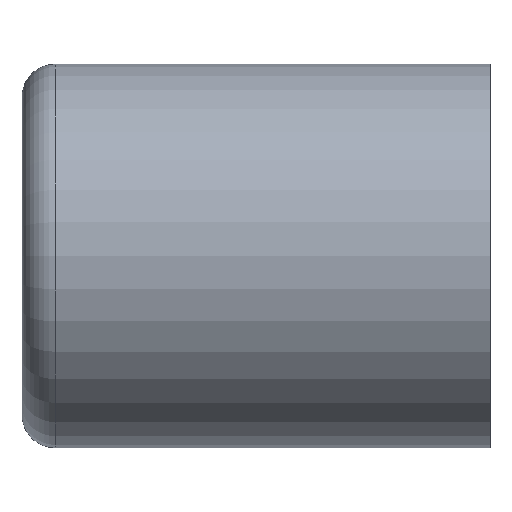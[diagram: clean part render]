
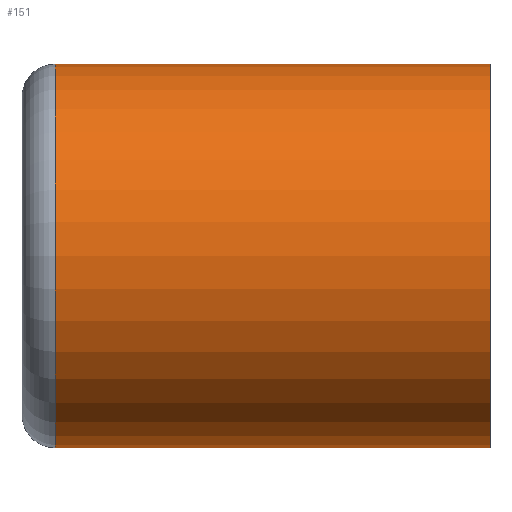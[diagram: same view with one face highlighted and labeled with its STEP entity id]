
A CAD part, top view. The second image highlights one B-rep face of the part: STEP entity #151.
In plain terms, the highlighted cylindrical face has radius 8.65 mm (diameter 17.3 mm), a partial arc.
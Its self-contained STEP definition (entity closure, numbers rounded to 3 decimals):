
#21=CARTESIAN_POINT('',(1.5,0.,0.));
#22=DIRECTION('',(-1.,0.,0.));
#23=DIRECTION('',(0.,-1.,0.));
#24=AXIS2_PLACEMENT_3D('',#21,#22,#23);
#26=DIRECTION('',(1.,0.,0.));
#27=VECTOR('',#26,19.6);
#28=CARTESIAN_POINT('',(1.5,8.65,0.));
#29=LINE('',#28,#27);
#35=DIRECTION('',(1.,0.,0.));
#36=VECTOR('',#35,19.6);
#37=CARTESIAN_POINT('',(1.5,-8.65,0.));
#38=LINE('',#37,#36);
#44=CARTESIAN_POINT('',(21.1,0.,0.));
#45=DIRECTION('',(1.,0.,0.));
#46=DIRECTION('',(0.,1.,0.));
#47=AXIS2_PLACEMENT_3D('',#44,#45,#46);
#77=CARTESIAN_POINT('',(21.1,-8.65,0.));
#78=CARTESIAN_POINT('',(21.1,8.65,0.));
#79=VERTEX_POINT('',#77);
#80=VERTEX_POINT('',#78);
#85=CARTESIAN_POINT('',(1.5,8.65,0.));
#86=CARTESIAN_POINT('',(1.5,-8.65,0.));
#87=VERTEX_POINT('',#85);
#88=VERTEX_POINT('',#86);
#137=CARTESIAN_POINT('',(0.,0.,0.));
#138=DIRECTION('',(1.,0.,0.));
#139=DIRECTION('',(0.,-1.,0.));
#140=AXIS2_PLACEMENT_3D('',#137,#138,#139);
#141=CYLINDRICAL_SURFACE('',#140,8.65);
#142=ORIENTED_EDGE('',*,*,#131,.T.);
#144=ORIENTED_EDGE('',*,*,#143,.T.);
#146=ORIENTED_EDGE('',*,*,#145,.T.);
#148=ORIENTED_EDGE('',*,*,#147,.F.);
#149=EDGE_LOOP('',(#142,#144,#146,#148));
#150=FACE_OUTER_BOUND('',#149,.F.);
#151=ADVANCED_FACE('',(#150),#141,.T.);
#25=CIRCLE('',#24,8.65);
#48=CIRCLE('',#47,8.65);
#131=EDGE_CURVE('',#88,#87,#25,.T.);
#143=EDGE_CURVE('',#87,#80,#29,.T.);
#145=EDGE_CURVE('',#80,#79,#48,.T.);
#147=EDGE_CURVE('',#88,#79,#38,.T.);
